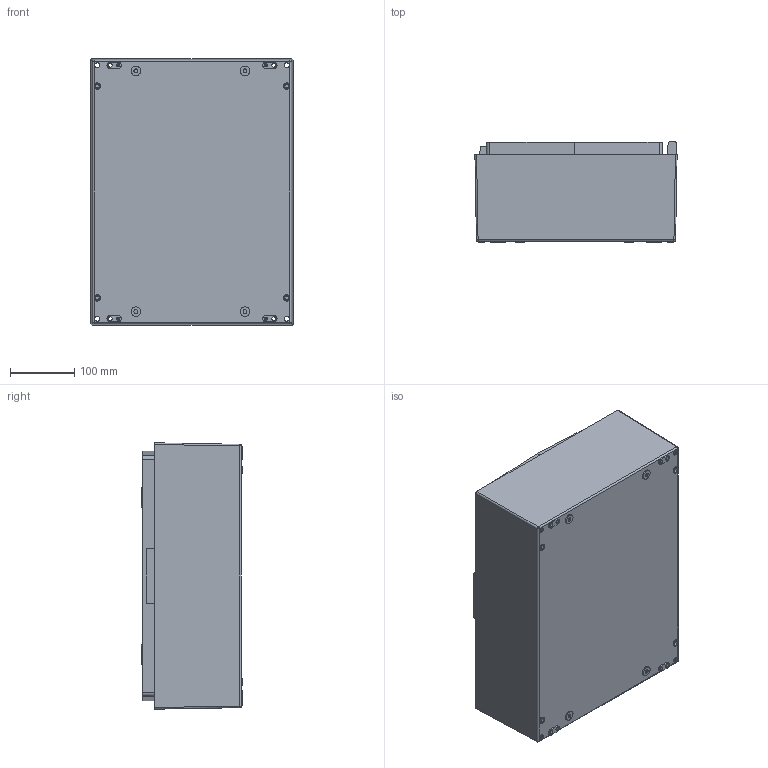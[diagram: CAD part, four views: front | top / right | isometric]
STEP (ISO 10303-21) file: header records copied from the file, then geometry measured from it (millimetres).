
FILE_DESCRIPTION (( 'STEP AP214' ), '1' );
FILE_NAME ('Fibox_CAB_P_43B.STEP', '2016-07-22T05:43:39', ( '' ), ( '' ), 'SwSTEP 2.0', 'SolidWorks 2015', '' );
FILE_SCHEMA (( 'AUTOMOTIVE_DESIGN' ));
Length unit declared in the file: millimetre
Products named in the file (1): Fibox_CAB_P_43B
Bounding box: 315 x 158 x 415 mm (x, y, z)
Volume: 1252129.1 mm3; surface area: 848388 mm2
Topology: 1 solids, 1 shells, 302 faces, 768 edges, 504 vertices
Faces by surface type: plane 158, cylinder 140, sphere 4
Entity records: 9202 total; most frequent: CARTESIAN_POINT 1715, DIRECTION 1596, ORIENTED_EDGE 1528, EDGE_CURVE 764, AXIS2_PLACEMENT_3D 577, VERTEX_POINT 504, VECTOR 442, LINE 442
